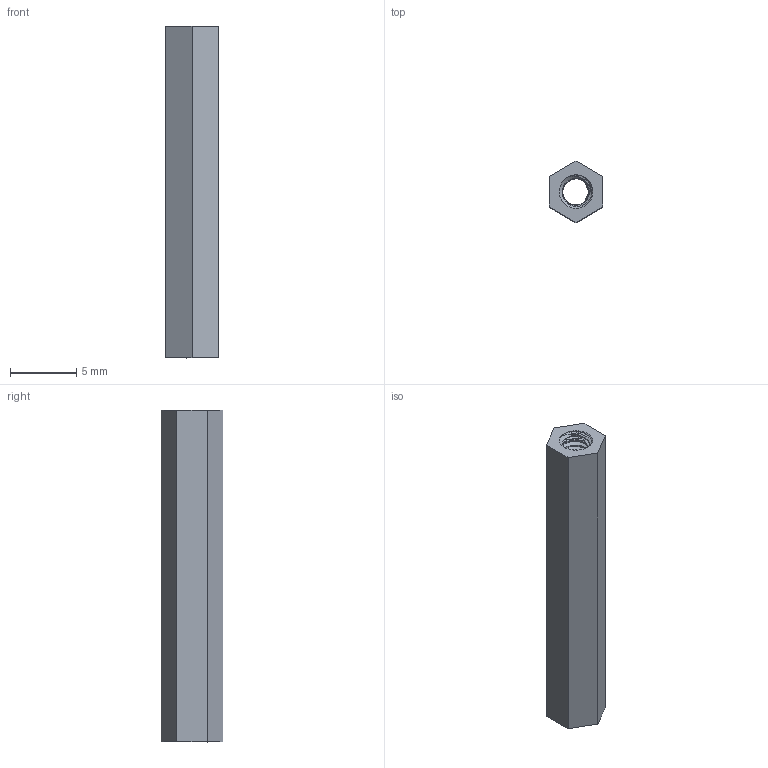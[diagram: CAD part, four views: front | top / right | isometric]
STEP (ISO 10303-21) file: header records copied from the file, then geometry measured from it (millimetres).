
FILE_DESCRIPTION(('STEP AP203'), '1');
FILE_NAME('hex spacer standoff nut_M2_5 L25', '', ('UNSPECIFIED'), ('UNSPECIFIED'), 'ASCON STEP Converter 1.6', 'ASCON Math Kernel', '');
FILE_SCHEMA(('CONFIG_CONTROL_DESIGN'));
Length unit declared in the file: millimetre
Bounding box: 4 x 4.62 x 25 mm (x, y, z)
Volume: 247.4 mm3; surface area: 656.3 mm2
Topology: 1 solids, 1 shells, 77 faces, 226 edges, 152 vertices
Faces by surface type: cylinder 64, plane 8, bspline 3, cone 2
Entity records: 41645 total; most frequent: CARTESIAN_POINT 39215, ORIENTED_EDGE 450, DIRECTION 239, EDGE_CURVE 225, VERTEX_POINT 150, B_SPLINE_CURVE_WITH_KNOTS 141, LINE 81, VECTOR 81
